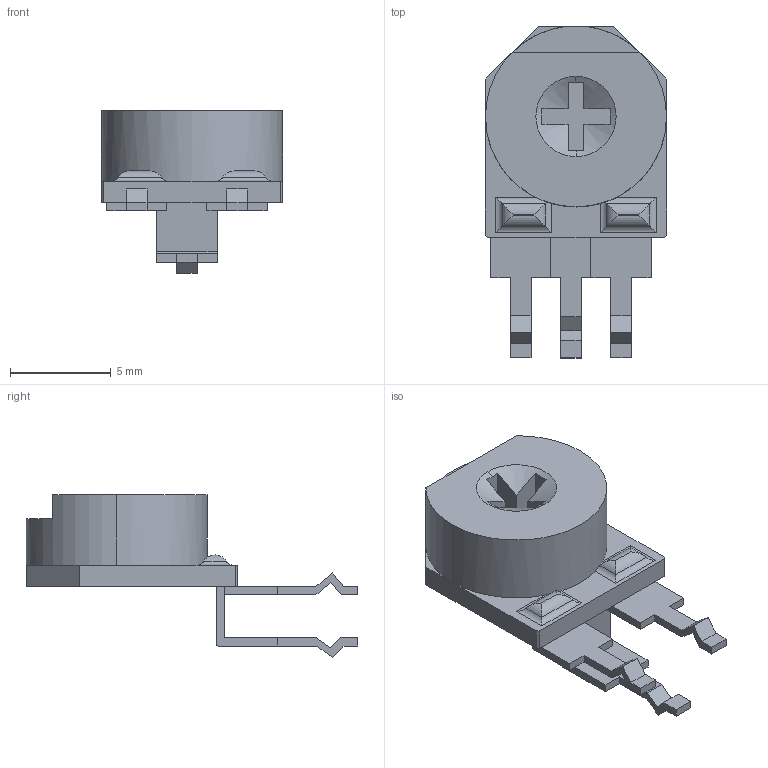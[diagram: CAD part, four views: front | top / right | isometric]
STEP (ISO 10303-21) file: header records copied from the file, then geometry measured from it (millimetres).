
FILE_DESCRIPTION((''),'2;1');
FILE_NAME('3309W_ASM','2015-07-14T',('minhn'),('Bourns, Inc.'),'PRO/ENGINEER BY PARAMETRIC TECHNOLOGY CORPORATION, 2012230','PRO/ENGINEER BY PARAMETRIC TECHNOLOGY CORPORATION, 2012230','');
FILE_SCHEMA(('CONFIG_CONTROL_DESIGN'));
Length unit declared in the file: inch
Products named in the file (4): 3309W_SUBSTR; 3309W_PIN2; 3309W_PIN1-3; 3309W_ASM
Assembly tree (4 placements, depth 2):
  3309W_ASM
    3309W_SUBSTR
    3309W_PIN2
    3309W_PIN1-3  x2
Bounding box: 8.99 x 16.48 x 8.08 mm (x, y, z)
Volume: 317.9 mm3; surface area: 454.4 mm2
Topology: 4 solids, 4 shells, 106 faces, 276 edges, 179 vertices
Faces by surface type: plane 82, cylinder 22, cone 2
Entity records: 2977 total; most frequent: CARTESIAN_POINT 734, ORIENTED_EDGE 462, DIRECTION 410, EDGE_CURVE 231, VECTOR 178, LINE 178, VERTEX_POINT 149, AXIS2_PLACEMENT_3D 116
